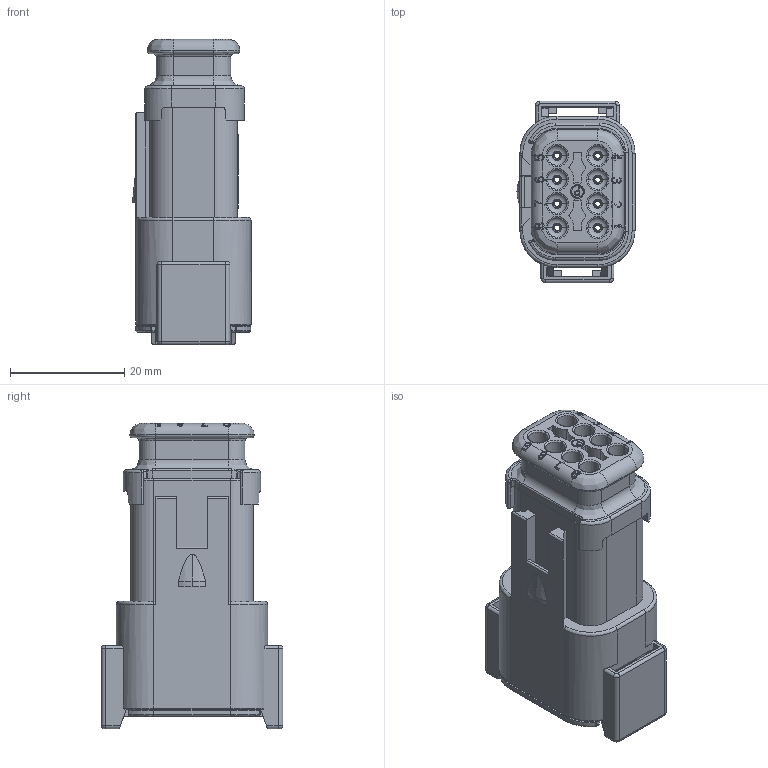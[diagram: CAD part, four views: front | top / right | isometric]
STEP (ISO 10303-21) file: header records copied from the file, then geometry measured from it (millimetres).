
FILE_DESCRIPTION (( 'STEP AP214' ), '1' );
FILE_NAME ('ATM04-08PC-SR1GN.STEP', '2019-02-25T20:52:57', ( '' ), ( '' ), 'SwSTEP 2.0', 'SolidWorks 2018', '' );
FILE_SCHEMA (( 'AUTOMOTIVE_DESIGN' ));
Length unit declared in the file: inch
Products named in the file (1): ATM04-08PC-SR1GN
Bounding box: 20.65 x 31.8 x 53.39 mm (x, y, z)
Volume: 13686.9 mm3; surface area: 11563.4 mm2
Topology: 1 solids, 1 shells, 1615 faces, 4456 edges, 2874 vertices
Faces by surface type: plane 1045, cylinder 310, bspline 210, cone 26, torus 24
Entity records: 58989 total; most frequent: CARTESIAN_POINT 21350, ORIENTED_EDGE 8888, DIRECTION 6238, EDGE_CURVE 4444, VERTEX_POINT 2874, VECTOR 2498, LINE 2498, AXIS2_PLACEMENT_3D 1870
